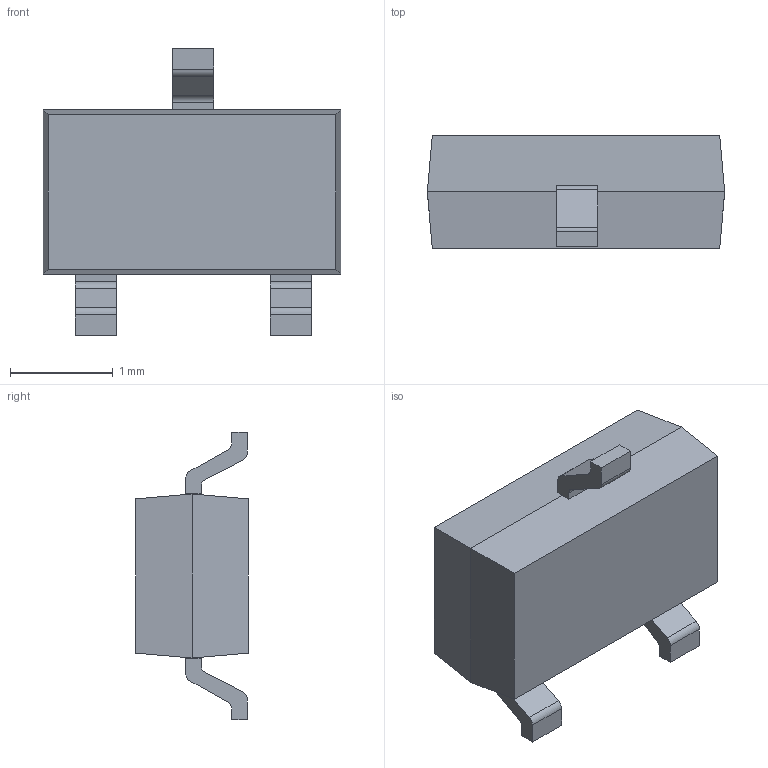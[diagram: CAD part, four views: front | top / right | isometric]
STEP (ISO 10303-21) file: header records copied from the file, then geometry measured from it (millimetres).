
FILE_DESCRIPTION (( 'STEP AP214' ), '1' );
FILE_NAME ('6B0EAE28-3F8D-473A-A517-8FEB59C5EE5B.STEP', '2008-03-22T11:04:19', ( 'SysAdmin' ), ( 'SolidWorks' ), 'SwSTEP 2.0', 'SolidWorks 2008', '' );
FILE_SCHEMA (( 'AUTOMOTIVE_DESIGN' ));
Length unit declared in the file: millimetre
Products named in the file (1): 6B0EAE28-3F8D-473A-A517-8FEB59C5EE5B
Bounding box: 2.9 x 1.1 x 2.8 mm (x, y, z)
Surface area: 21.2 mm2 (no closed solid volume)
Topology: 0 solids, 4 shells, 49 faces, 128 edges, 84 vertices
Faces by surface type: plane 37, cylinder 12
Entity records: 2030 total; most frequent: CARTESIAN_POINT 262, DIRECTION 252, ORIENTED_EDGE 244, EDGE_CURVE 128, VECTOR 104, LINE 104, VERTEX_POINT 84, AXIS2_PLACEMENT_3D 74
